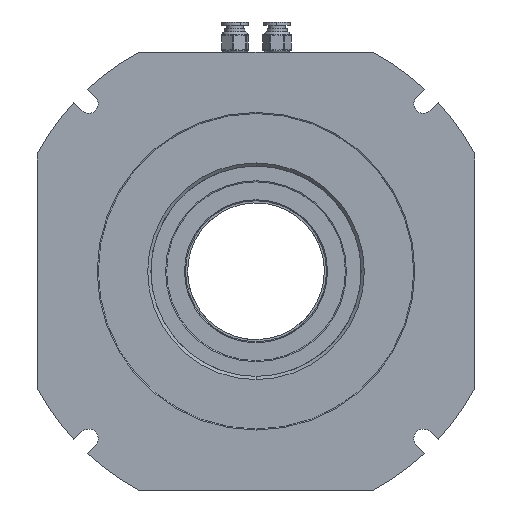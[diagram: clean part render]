
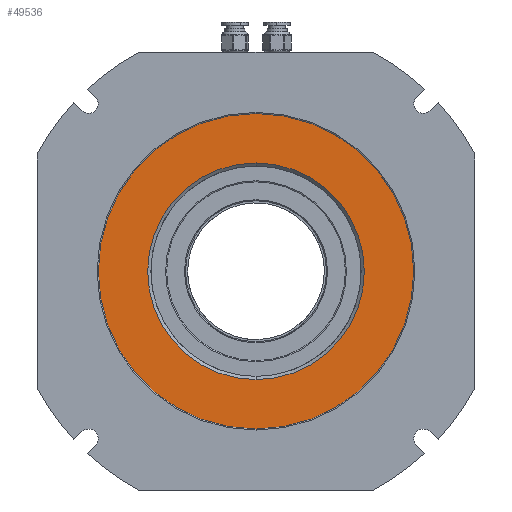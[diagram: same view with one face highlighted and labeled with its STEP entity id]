
A CAD part, front view. The second image highlights one B-rep face of the part: STEP entity #49536.
In plain terms, the highlighted planar face has unit normal (0, -1, 0).
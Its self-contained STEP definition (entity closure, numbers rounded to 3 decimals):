
#1829 = AXIS2_PLACEMENT_3D ( 'NONE', #4887, #16022, #30188 ) ;
#1870 = ORIENTED_EDGE ( 'NONE', *, *, #11367, .T. ) ;
#3129 = DIRECTION ( 'NONE',  ( 0., 0., -1. ) ) ;
#3337 = EDGE_LOOP ( 'NONE', ( #29735, #62954 ) ) ;
#4529 = ORIENTED_EDGE ( 'NONE', *, *, #31665, .T. ) ;
#4887 = CARTESIAN_POINT ( 'NONE',  ( 0., 4., 0. ) ) ;
#5425 = VERTEX_POINT ( 'NONE', #60357 ) ;
#8692 = VERTEX_POINT ( 'NONE', #60019 ) ;
#11161 = VERTEX_POINT ( 'NONE', #57098 ) ;
#11367 = EDGE_CURVE ( 'NONE', #5425, #8692, #40352, .T. ) ;
#11877 = CARTESIAN_POINT ( 'NONE',  ( 0., 4., 0. ) ) ;
#12185 = DIRECTION ( 'NONE',  ( 0., -1., 0. ) ) ;
#13768 = VERTEX_POINT ( 'NONE', #33815 ) ;
#15543 = DIRECTION ( 'NONE',  ( 0., 0., -1. ) ) ;
#16022 = DIRECTION ( 'NONE',  ( 0., -1., 0. ) ) ;
#16221 = DIRECTION ( 'NONE',  ( 0., -1., 0. ) ) ;
#17015 = DIRECTION ( 'NONE',  ( 0., 0., -1. ) ) ;
#19230 = FACE_OUTER_BOUND ( 'NONE', #3337, .T. ) ;
#19361 = CARTESIAN_POINT ( 'NONE',  ( 0., 4., 0. ) ) ;
#22037 = DIRECTION ( 'NONE',  ( 0., 0., -1. ) ) ;
#24148 = FACE_BOUND ( 'NONE', #47056, .T. ) ;
#28450 = DIRECTION ( 'NONE',  ( 0., 1., 0. ) ) ;
#28831 = AXIS2_PLACEMENT_3D ( 'NONE', #38958, #16221, #15543 ) ;
#29735 = ORIENTED_EDGE ( 'NONE', *, *, #57362, .T. ) ;
#30188 = DIRECTION ( 'NONE',  ( 0., 0., -1. ) ) ;
#30197 = CIRCLE ( 'NONE', #1829, 75. ) ;
#31665 = EDGE_CURVE ( 'NONE', #8692, #5425, #52886, .T. ) ;
#33815 = CARTESIAN_POINT ( 'NONE',  ( 0., 4., -75. ) ) ;
#34977 = AXIS2_PLACEMENT_3D ( 'NONE', #19361, #39449, #17015 ) ;
#38958 = CARTESIAN_POINT ( 'NONE',  ( 0., 4., 0. ) ) ;
#39318 = PLANE ( 'NONE',  #39912 ) ;
#39449 = DIRECTION ( 'NONE',  ( 0., 1., 0. ) ) ;
#39912 = AXIS2_PLACEMENT_3D ( 'NONE', #11877, #12185, #22037 ) ;
#40352 = CIRCLE ( 'NONE', #63615, 51.5 ) ;
#42538 = CIRCLE ( 'NONE', #28831, 75. ) ;
#47056 = EDGE_LOOP ( 'NONE', ( #4529, #1870 ) ) ;
#49536 = ADVANCED_FACE ( 'NONE', ( #24148, #19230 ), #39318, .T. ) ;
#52886 = CIRCLE ( 'NONE', #34977, 51.5 ) ;
#57098 = CARTESIAN_POINT ( 'NONE',  ( 0., 4., 75. ) ) ;
#57362 = EDGE_CURVE ( 'NONE', #13768, #11161, #30197, .T. ) ;
#59820 = CARTESIAN_POINT ( 'NONE',  ( 0., 4., 0. ) ) ;
#60019 = CARTESIAN_POINT ( 'NONE',  ( 0., 4., -51.5 ) ) ;
#60357 = CARTESIAN_POINT ( 'NONE',  ( 0., 4., 51.5 ) ) ;
#62954 = ORIENTED_EDGE ( 'NONE', *, *, #64017, .T. ) ;
#63615 = AXIS2_PLACEMENT_3D ( 'NONE', #59820, #28450, #3129 ) ;
#64017 = EDGE_CURVE ( 'NONE', #11161, #13768, #42538, .T. ) ;
